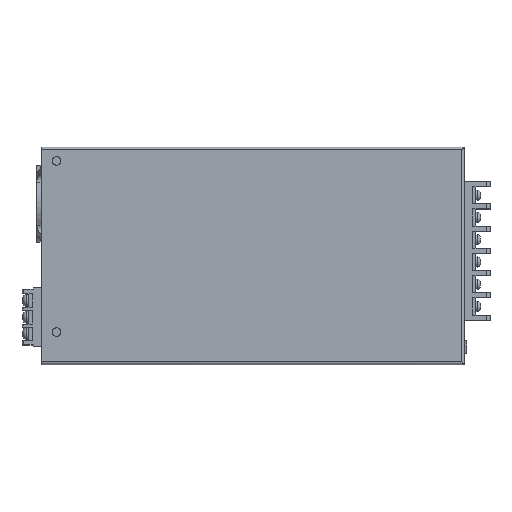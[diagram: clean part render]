
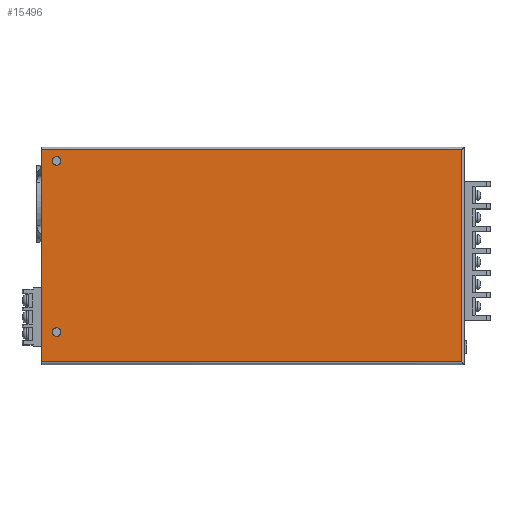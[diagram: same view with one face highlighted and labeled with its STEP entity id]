
A CAD part, top view. The second image highlights one B-rep face of the part: STEP entity #15496.
In plain terms, the highlighted planar face has unit normal (0, 0, 1).
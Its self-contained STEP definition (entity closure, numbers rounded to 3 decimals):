
#236=CIRCLE('',#16355,2.5);
#237=CIRCLE('',#16356,2.5);
#561=FACE_BOUND('',#2612,.T.);
#562=FACE_BOUND('',#2613,.T.);
#1688=FACE_OUTER_BOUND('',#2611,.T.);
#2611=EDGE_LOOP('',(#11710,#11711,#11712,#11713));
#2612=EDGE_LOOP('',(#11714));
#2613=EDGE_LOOP('',(#11715));
#3874=LINE('',#23898,#5425);
#3875=LINE('',#23903,#5426);
#3876=LINE('',#23904,#5427);
#3877=LINE('',#23905,#5428);
#5425=VECTOR('',#18215,10.);
#5426=VECTOR('',#18220,10.);
#5427=VECTOR('',#18221,10.);
#5428=VECTOR('',#18222,10.);
#6958=VERTEX_POINT('',#23895);
#6959=VERTEX_POINT('',#23897);
#6960=VERTEX_POINT('',#23901);
#6961=VERTEX_POINT('',#23902);
#6962=VERTEX_POINT('',#23906);
#6963=VERTEX_POINT('',#23908);
#8712=EDGE_CURVE('',#6958,#6959,#3874,.T.);
#8714=EDGE_CURVE('',#6960,#6961,#3875,.T.);
#8715=EDGE_CURVE('',#6959,#6960,#3876,.T.);
#8716=EDGE_CURVE('',#6961,#6958,#3877,.T.);
#8717=EDGE_CURVE('',#6962,#6962,#236,.T.);
#8718=EDGE_CURVE('',#6963,#6963,#237,.T.);
#11710=ORIENTED_EDGE('',*,*,#8714,.F.);
#11711=ORIENTED_EDGE('',*,*,#8715,.F.);
#11712=ORIENTED_EDGE('',*,*,#8712,.F.);
#11713=ORIENTED_EDGE('',*,*,#8716,.F.);
#11714=ORIENTED_EDGE('',*,*,#8717,.T.);
#11715=ORIENTED_EDGE('',*,*,#8718,.T.);
#14873=PLANE('',#16354);
#15496=ADVANCED_FACE('',(#1688,#561,#562),#14873,.T.);
#16354=AXIS2_PLACEMENT_3D('',#23900,#18218,#18219);
#16355=AXIS2_PLACEMENT_3D('',#23907,#18223,#18224);
#16356=AXIS2_PLACEMENT_3D('',#23909,#18225,#18226);
#18215=DIRECTION('',(0.,-1.,0.));
#18218=DIRECTION('center_axis',(0.,0.,1.));
#18219=DIRECTION('ref_axis',(1.,0.,0.));
#18220=DIRECTION('',(0.,1.,0.));
#18221=DIRECTION('',(-1.,0.,0.));
#18222=DIRECTION('',(1.,0.,0.));
#18223=DIRECTION('center_axis',(0.,0.,-1.));
#18224=DIRECTION('ref_axis',(-1.,0.,0.));
#18225=DIRECTION('center_axis',(0.,0.,-1.));
#18226=DIRECTION('ref_axis',(-1.,0.,0.));
#23895=CARTESIAN_POINT('',(122.,62.,63.5));
#23897=CARTESIAN_POINT('',(122.,-62.,63.5));
#23898=CARTESIAN_POINT('',(122.,-31.75,63.5));
#23900=CARTESIAN_POINT('Origin',(0.,0.,63.5));
#23901=CARTESIAN_POINT('',(-123.5,-62.,63.5));
#23902=CARTESIAN_POINT('',(-123.5,62.,63.5));
#23903=CARTESIAN_POINT('',(-123.5,31.75,63.5));
#23904=CARTESIAN_POINT('',(-61.75,-62.,63.5));
#23905=CARTESIAN_POINT('',(61.75,62.,63.5));
#23906=CARTESIAN_POINT('',(-112.25,55.5,63.5));
#23907=CARTESIAN_POINT('Origin',(-114.75,55.5,63.5));
#23908=CARTESIAN_POINT('',(-112.25,-44.5,63.5));
#23909=CARTESIAN_POINT('Origin',(-114.75,-44.5,63.5));
